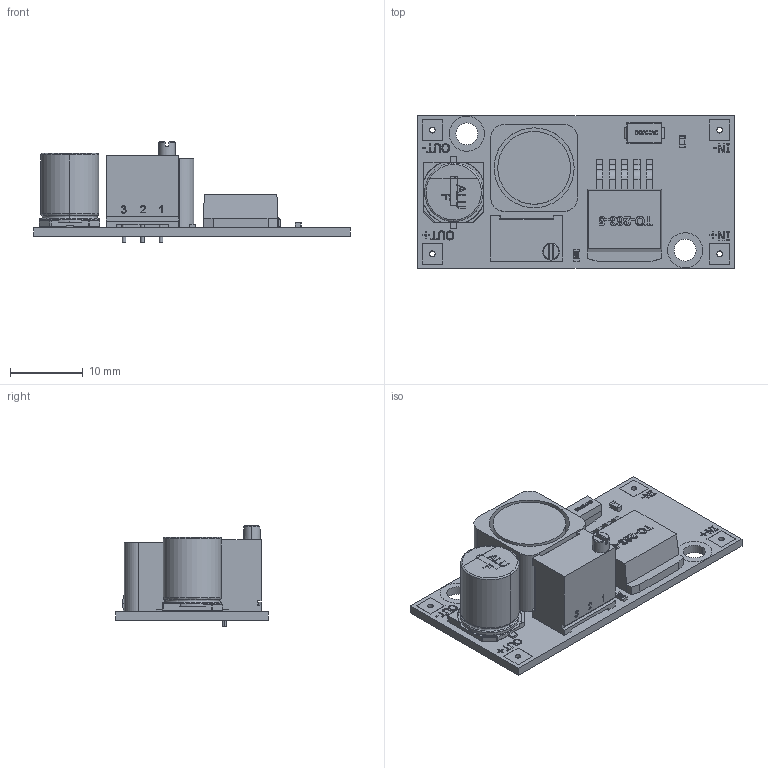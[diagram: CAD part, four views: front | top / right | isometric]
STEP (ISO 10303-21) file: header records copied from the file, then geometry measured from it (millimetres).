
FILE_DESCRIPTION(('FreeCAD Model'),'2;1');
FILE_NAME('Open CASCADE Shape Model','2021-12-13T19:37:04',( 'kicad StepUp'),('ksu MCAD'),'Open CASCADE STEP processor 7.5', 'FreeCAD','Unknown');
FILE_SCHEMA(('AUTOMOTIVE_DESIGN { 1 0 10303 214 1 1 1 1 }'));
Length unit declared in the file: millimetre
Products named in the file (1): NAUO1_sp
Bounding box: 43.5 x 21 x 13.81 mm (x, y, z)
Volume: 3867 mm3; surface area: 4819.3 mm2
Topology: 20 solids, 20 shells, 1519 faces, 3989 edges, 2578 vertices
Faces by surface type: plane 819, bspline 482, cylinder 215, cone 3
Entity records: 58167 total; most frequent: CARTESIAN_POINT 17684, ORIENTED_EDGE 7918, DIRECTION 5602, EDGE_CURVE 3959, LINE 2630, VECTOR 2630, VERTEX_POINT 2578, FACE_BOUND 1635
